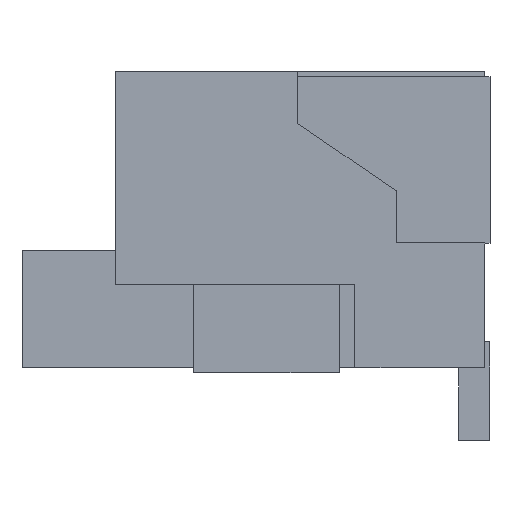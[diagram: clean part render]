
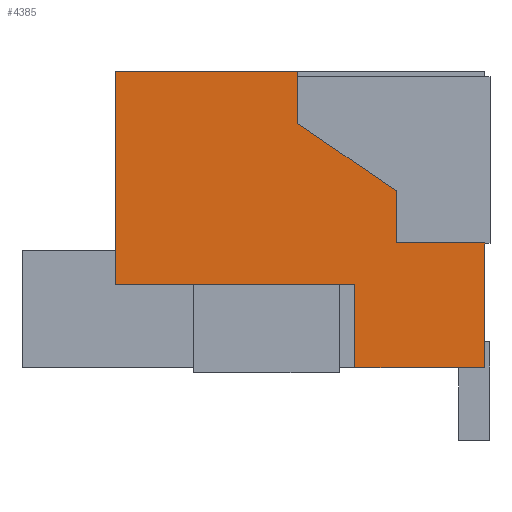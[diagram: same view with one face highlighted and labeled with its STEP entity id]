
A CAD part, left-side view. The second image highlights one B-rep face of the part: STEP entity #4385.
In plain terms, the highlighted planar face has unit normal (-1, 0, 0).
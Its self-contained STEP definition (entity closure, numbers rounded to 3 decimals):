
#38 = AXIS2_PLACEMENT_3D ( 'NONE', #1023, #2526, #3351 ) ;
#89 = LINE ( 'NONE', #1598, #2195 ) ;
#232 = DIRECTION ( 'NONE',  ( 0., -1., 0. ) ) ;
#320 = VECTOR ( 'NONE', #1836, 1000. ) ;
#335 = VERTEX_POINT ( 'NONE', #3880 ) ;
#366 = ORIENTED_EDGE ( 'NONE', *, *, #1916, .T. ) ;
#379 = LINE ( 'NONE', #2534, #4303 ) ;
#438 = CARTESIAN_POINT ( 'NONE',  ( -5., 3.7, 2.85 ) ) ;
#455 = CARTESIAN_POINT ( 'NONE',  ( -5., 0.1, -2.85 ) ) ;
#485 = VERTEX_POINT ( 'NONE', #4696 ) ;
#660 = VERTEX_POINT ( 'NONE', #3511 ) ;
#719 = LINE ( 'NONE', #2111, #830 ) ;
#757 = VECTOR ( 'NONE', #4139, 1000. ) ;
#804 = DIRECTION ( 'NONE',  ( 0., 1., 0. ) ) ;
#830 = VECTOR ( 'NONE', #232, 1000. ) ;
#910 = EDGE_CURVE ( 'NONE', #2162, #660, #379, .T. ) ;
#916 = EDGE_CURVE ( 'NONE', #485, #3025, #3726, .T. ) ;
#923 = EDGE_CURVE ( 'NONE', #4838, #4394, #3667, .T. ) ;
#989 = ORIENTED_EDGE ( 'NONE', *, *, #3012, .T. ) ;
#1023 = CARTESIAN_POINT ( 'NONE',  ( -5., 0.1, -2.85 ) ) ;
#1030 = EDGE_LOOP ( 'NONE', ( #366, #4264, #4571, #989, #3368, #3312, #4109, #3825, #4752, #2393 ) ) ;
#1100 = CARTESIAN_POINT ( 'NONE',  ( -5., 1.8, 0.55 ) ) ;
#1140 = DIRECTION ( 'NONE',  ( 0., 0., 1. ) ) ;
#1156 = CARTESIAN_POINT ( 'NONE',  ( -5., 0.1, -0.45 ) ) ;
#1228 = LINE ( 'NONE', #4113, #3236 ) ;
#1342 = EDGE_CURVE ( 'NONE', #3025, #4069, #1228, .T. ) ;
#1387 = PLANE ( 'NONE',  #38 ) ;
#1482 = VECTOR ( 'NONE', #804, 1000. ) ;
#1508 = VECTOR ( 'NONE', #1707, 1000. ) ;
#1566 = DIRECTION ( 'NONE',  ( 0., -1., 0. ) ) ;
#1598 = CARTESIAN_POINT ( 'NONE',  ( -5., 0.1, -1.25 ) ) ;
#1672 = LINE ( 'NONE', #1156, #2373 ) ;
#1707 = DIRECTION ( 'NONE',  ( 0., 0., -1. ) ) ;
#1836 = DIRECTION ( 'NONE',  ( 0., 0., 1. ) ) ;
#1861 = CARTESIAN_POINT ( 'NONE',  ( -5., 0.1, -0.45 ) ) ;
#1899 = VERTEX_POINT ( 'NONE', #3577 ) ;
#1916 = EDGE_CURVE ( 'NONE', #335, #2196, #4820, .T. ) ;
#2001 = EDGE_CURVE ( 'NONE', #2196, #4838, #719, .T. ) ;
#2111 = CARTESIAN_POINT ( 'NONE',  ( -5., 0.1, -2.85 ) ) ;
#2162 = VERTEX_POINT ( 'NONE', #4442 ) ;
#2195 = VECTOR ( 'NONE', #1566, 1000. ) ;
#2196 = VERTEX_POINT ( 'NONE', #2732 ) ;
#2242 = LINE ( 'NONE', #2664, #757 ) ;
#2373 = VECTOR ( 'NONE', #2690, 1000. ) ;
#2393 = ORIENTED_EDGE ( 'NONE', *, *, #2833, .T. ) ;
#2526 = DIRECTION ( 'NONE',  ( -1., 0., 0. ) ) ;
#2534 = CARTESIAN_POINT ( 'NONE',  ( -5., 7.2, -2.85 ) ) ;
#2664 = CARTESIAN_POINT ( 'NONE',  ( -5., 1.8, -2.85 ) ) ;
#2690 = DIRECTION ( 'NONE',  ( 0., 1., 0. ) ) ;
#2704 = CARTESIAN_POINT ( 'NONE',  ( -5., 0.1, 2.85 ) ) ;
#2721 = VECTOR ( 'NONE', #3000, 1000. ) ;
#2732 = CARTESIAN_POINT ( 'NONE',  ( -5., 2.6, -2.85 ) ) ;
#2812 = EDGE_CURVE ( 'NONE', #4069, #2162, #4261, .T. ) ;
#2833 = EDGE_CURVE ( 'NONE', #660, #335, #89, .T. ) ;
#2956 = FACE_OUTER_BOUND ( 'NONE', #1030, .T. ) ;
#3000 = DIRECTION ( 'NONE',  ( 0., 0.825, 0.565 ) ) ;
#3012 = EDGE_CURVE ( 'NONE', #4394, #1899, #1672, .T. ) ;
#3025 = VERTEX_POINT ( 'NONE', #4180 ) ;
#3236 = VECTOR ( 'NONE', #1140, 1000. ) ;
#3312 = ORIENTED_EDGE ( 'NONE', *, *, #916, .T. ) ;
#3351 = DIRECTION ( 'NONE',  ( 0., 0., 1. ) ) ;
#3368 = ORIENTED_EDGE ( 'NONE', *, *, #3522, .T. ) ;
#3378 = DIRECTION ( 'NONE',  ( 0., 0., -1. ) ) ;
#3511 = CARTESIAN_POINT ( 'NONE',  ( -5., 7.2, -1.25 ) ) ;
#3522 = EDGE_CURVE ( 'NONE', #1899, #485, #2242, .T. ) ;
#3577 = CARTESIAN_POINT ( 'NONE',  ( -5., 1.8, -0.45 ) ) ;
#3667 = LINE ( 'NONE', #3712, #320 ) ;
#3712 = CARTESIAN_POINT ( 'NONE',  ( -5., 0.1, 2.85 ) ) ;
#3726 = LINE ( 'NONE', #1100, #2721 ) ;
#3825 = ORIENTED_EDGE ( 'NONE', *, *, #2812, .T. ) ;
#3880 = CARTESIAN_POINT ( 'NONE',  ( -5., 2.6, -1.25 ) ) ;
#4069 = VERTEX_POINT ( 'NONE', #438 ) ;
#4109 = ORIENTED_EDGE ( 'NONE', *, *, #1342, .T. ) ;
#4113 = CARTESIAN_POINT ( 'NONE',  ( -5., 3.7, -2.85 ) ) ;
#4139 = DIRECTION ( 'NONE',  ( 0., 0., 1. ) ) ;
#4180 = CARTESIAN_POINT ( 'NONE',  ( -5., 3.7, 1.85 ) ) ;
#4261 = LINE ( 'NONE', #2704, #1482 ) ;
#4264 = ORIENTED_EDGE ( 'NONE', *, *, #2001, .T. ) ;
#4297 = CARTESIAN_POINT ( 'NONE',  ( -5., 2.6, -2.85 ) ) ;
#4303 = VECTOR ( 'NONE', #3378, 1000. ) ;
#4385 = ADVANCED_FACE ( 'NONE', ( #2956 ), #1387, .T. ) ;
#4394 = VERTEX_POINT ( 'NONE', #1861 ) ;
#4442 = CARTESIAN_POINT ( 'NONE',  ( -5., 7.2, 2.85 ) ) ;
#4571 = ORIENTED_EDGE ( 'NONE', *, *, #923, .T. ) ;
#4696 = CARTESIAN_POINT ( 'NONE',  ( -5., 1.8, 0.55 ) ) ;
#4752 = ORIENTED_EDGE ( 'NONE', *, *, #910, .T. ) ;
#4820 = LINE ( 'NONE', #4297, #1508 ) ;
#4838 = VERTEX_POINT ( 'NONE', #455 ) ;
